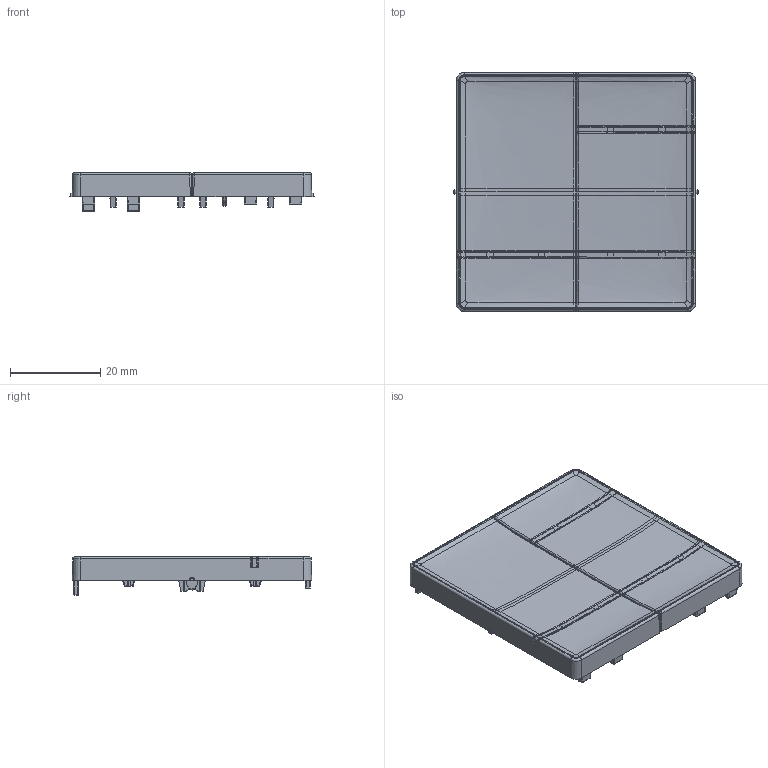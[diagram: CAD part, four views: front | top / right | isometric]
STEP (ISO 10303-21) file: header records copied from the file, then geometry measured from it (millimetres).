
FILE_DESCRIPTION(('CATIA V5 STEP Exchange','CAx-IF Rec.Pracs.--- Model Styling and Organization---1.4--- 2014-01-23'),'2;1');
FILE_NAME('754724_AllCATPart.stp','2020-02-18T10:55:22+00:00',('none'),('none'),'CATIA Version 5-6 Release 2017 SP3','CATIA V5 STEP AP214','none');
FILE_SCHEMA(('AUTOMOTIVE_DESIGN { 1 0 10303 214 1 1 1 1 }'));
Products named in the file (1): 754724_AllCATPart
Bounding box: 54.2 x 53.19 x 8.65 mm (x, y, z)
Volume: 6210.1 mm3; surface area: 9025.6 mm2
Topology: 3 solids, 8 shells, 7929 faces, 23137 edges, 15240 vertices
Faces by surface type: plane 7149, bspline 326, cylinder 230, extrusion 96, cone 74, sphere 50, torus 4
Entity records: 291094 total; most frequent: CARTESIAN_POINT 99812, ORIENTED_EDGE 46174, DIRECTION 25559, EDGE_CURVE 23087, VERTEX_POINT 15240, B_SPLINE_CURVE_WITH_KNOTS 12214, VECTOR 10812, LINE 10716
